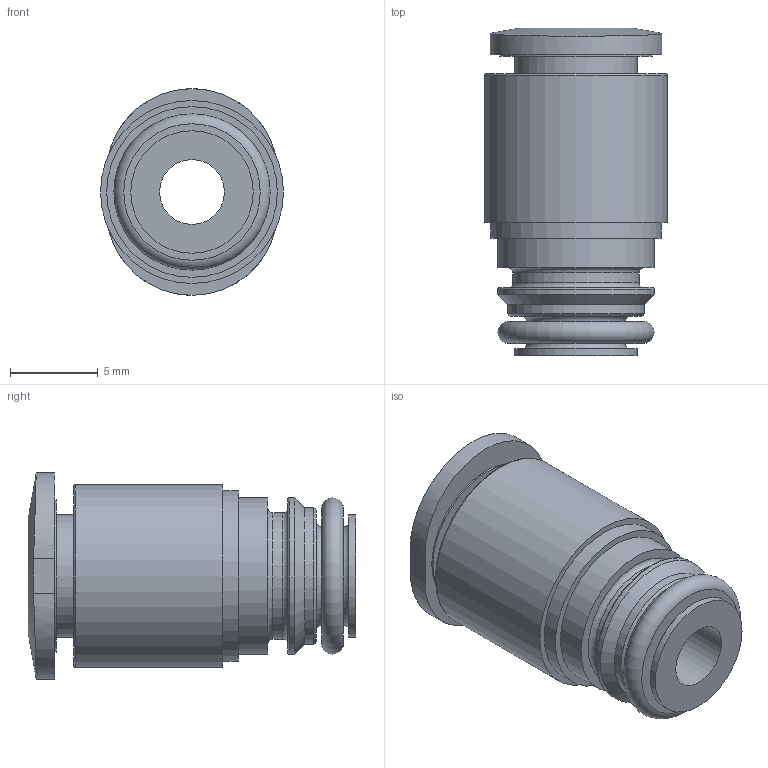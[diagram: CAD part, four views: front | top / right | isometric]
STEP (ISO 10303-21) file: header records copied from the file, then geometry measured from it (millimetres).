
FILE_DESCRIPTION(/* description */ ('STEP AP214'),/* implementation_level */ '2;1');
FILE_NAME(/* name */ '132623_QSPKG10-6',/* time_stamp */ '2024-09-14T14:28:29+02:00',/* author */ ('License CC BY-ND 4.0'),/* organization */ ('CADENAS'),/* preprocessor_version */ 'ST-DEVELOPER v19.3',/* originating_system */ 'PARTsolutions',/* authorisation */ ' ');
FILE_SCHEMA (('AUTOMOTIVE_DESIGN {1 0 10303 214 3 1 1}'));
Length unit declared in the file: millimetre
Products named in the file (1): 132623 QSPKG10-6
Bounding box: 10.45 x 18.7 x 11.8 mm (x, y, z)
Volume: 891.3 mm3; surface area: 1234.6 mm2
Topology: 1 solids, 1 shells, 43 faces, 78 edges, 48 vertices
Faces by surface type: plane 15, cylinder 15, torus 10, cone 3
Full cylindrical faces by diameter (mm): 3.7 x1, 5.6 x2, 6 x1, 7 x2, 7.2 x1, 7.8 x1, 8.72 x1, 8.93 x2, 9.75 x1, 10.45 x1
Entity records: 1248 total; most frequent: DIRECTION 174, CARTESIAN_POINT 158, ORIENTED_EDGE 100, AXIS2_PLACEMENT_3D 84, EDGE_LOOP 82, FACE_BOUND 82, EDGE_CURVE 50, VERTEX_POINT 46
